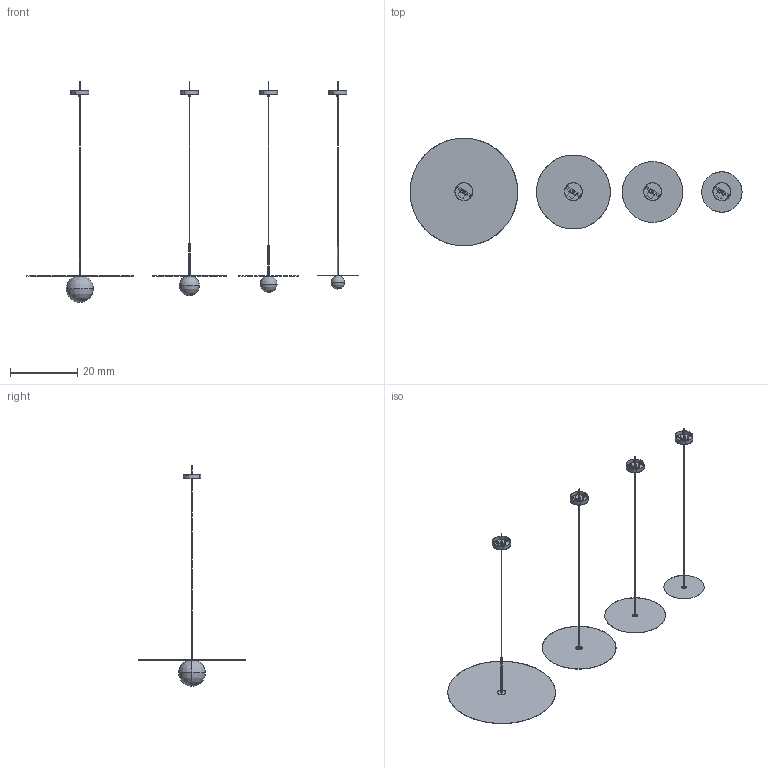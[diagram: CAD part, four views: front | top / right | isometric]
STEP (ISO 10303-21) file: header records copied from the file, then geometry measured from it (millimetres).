
FILE_DESCRIPTION(/* description */ (''),/* implementation_level */ '2;1');
FILE_NAME(/* name */ 'Bola Disc Pendant, Family',/* time_stamp */ '2020-11-20T13:05:19-08:00',/* author */ (''),/* organization */ (''),/* preprocessor_version */ 'ST-DEVELOPER v16.5',/* originating_system */ '',/* authorisation */ '');
FILE_SCHEMA (('AUTOMOTIVE_DESIGN'));
Length unit declared in the file: millimetre
Products named in the file (11): Document; Bola Canopy, 2C, Canopy Cover Nut, v249; Bola, Canopy, 2C, Mount Bracket27; _0001.stp50; Block 0125; BOLA_CANOPY_125.stp22; _M6000.stp18; 000.stp16; 0005.stp14; 0.stp12; 0002.stp23
Assembly tree (41 placements, depth 3):
  Document
    Bola Canopy, 2C, Canopy Cover Nut, v249  x4
    Bola, Canopy, 2C, Mount Bracket27  x4
    _0001.stp50  x4
      Block 0125
    BOLA_CANOPY_125.stp22  x4
    _M6000.stp18  x8
    000.stp16  x4
    0005.stp14  x4
    0.stp12  x4
    0002.stp23  x4
Bounding box: 98.55 x 31.94 x 65.49 mm (x, y, z)
Volume: 205.9 mm3; surface area: 4666.2 mm2
Topology: 64 solids, 80 shells, 3324 faces, 8756 edges, 5564 vertices
Faces by surface type: plane 1964, bspline 1360
Entity records: 47939 total; most frequent: CARTESIAN_POINT 31583, ORIENTED_EDGE 4971, EDGE_CURVE 2496, B_SPLINE_CURVE_WITH_KNOTS 1811, VERTEX_POINT 1588, EDGE_LOOP 1051, ADVANCED_FACE 983, FACE_OUTER_BOUND 983
